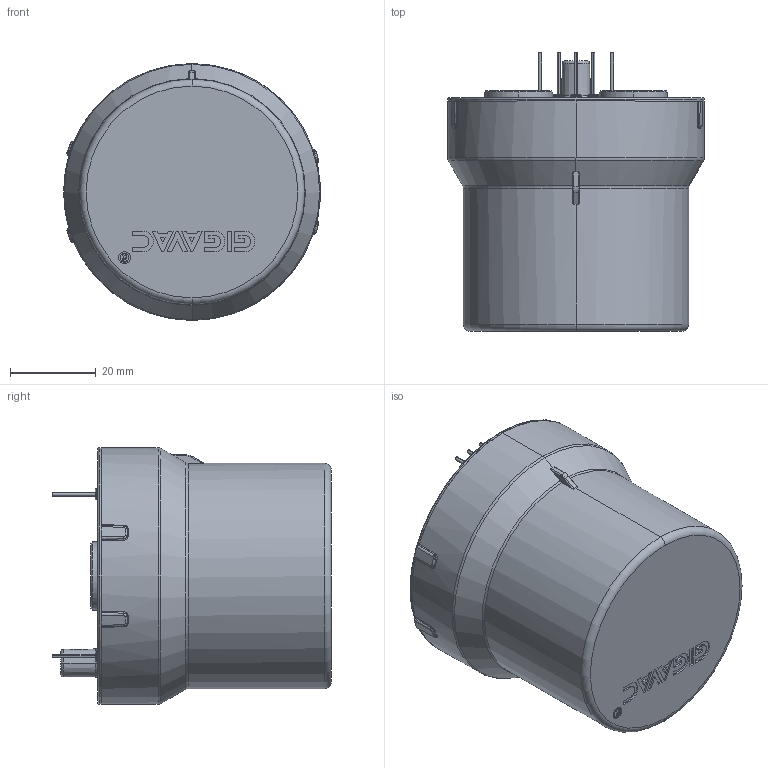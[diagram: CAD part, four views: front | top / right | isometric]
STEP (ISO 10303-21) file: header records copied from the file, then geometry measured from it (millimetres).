
FILE_DESCRIPTION (( 'STEP AP214' ), '1' );
FILE_NAME ('GVL_144_aux_step_050418.STEP', '2018-05-04T21:30:10', ( 'User' ), ( '' ), 'SwSTEP 2.0', 'SolidWorks 2018', '' );
FILE_SCHEMA (( 'AUTOMOTIVE_DESIGN' ));
Length unit declared in the file: inch
Products named in the file (1): GVL_144_aux_step_050418
Bounding box: 59.94 x 64.97 x 59.94 mm (x, y, z)
Volume: 28029.5 mm3; surface area: 35185.6 mm2
Topology: 10 solids, 10 shells, 2032 faces, 5234 edges, 3246 vertices
Faces by surface type: plane 605, torus 484, cylinder 445, bspline 284, cone 162, sphere 52
Entity records: 100118 total; most frequent: CARTESIAN_POINT 26709, ORIENTED_EDGE 10404, DIRECTION 9337, EDGE_CURVE 5202, AXIS2_PLACEMENT_3D 3696, VERTEX_POINT 3246, EDGE_LOOP 2106, DIMENSIONAL_EXPONENTS 2044
